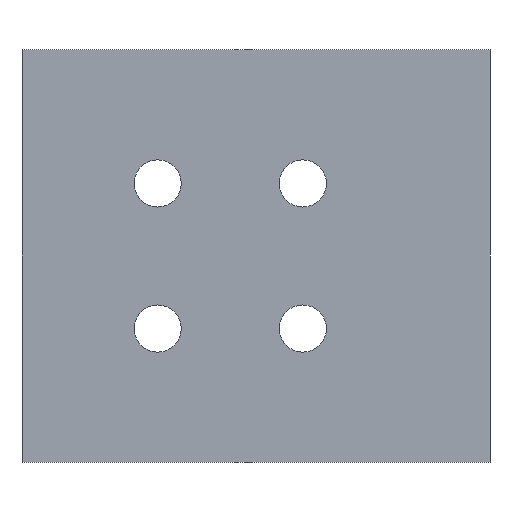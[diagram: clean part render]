
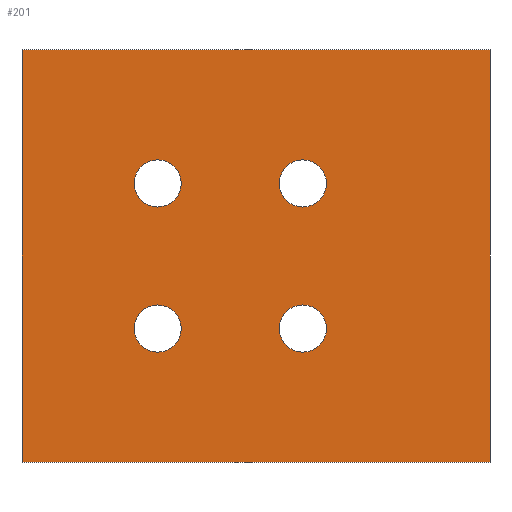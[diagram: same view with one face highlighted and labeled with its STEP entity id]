
A CAD part, front view. The second image highlights one B-rep face of the part: STEP entity #201.
In plain terms, the highlighted planar face has unit normal (0, -1, 0).
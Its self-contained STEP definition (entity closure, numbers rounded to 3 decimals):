
#113 = EDGE_CURVE( '', #205, #179, #286, .T. );
#119 = VERTEX_POINT( '', #292 );
#123 = EDGE_CURVE( '', #179, #205, #297, .T. );
#127 = EDGE_CURVE( '', #147, #119, #301, .T. );
#135 = VERTEX_POINT( '', #310 );
#141 = EDGE_CURVE( '', #145, #221, #316, .T. );
#143 = VERTEX_POINT( '', #318 );
#145 = VERTEX_POINT( '', #320 );
#147 = VERTEX_POINT( '', #322 );
#151 = EDGE_CURVE( '', #169, #157, #326, .T. );
#155 = VERTEX_POINT( '', #331 );
#157 = VERTEX_POINT( '', #333 );
#159 = EDGE_CURVE( '', #135, #143, #335, .T. );
#165 = EDGE_CURVE( '', #157, #145, #341, .T. );
#169 = VERTEX_POINT( '', #346 );
#177 = EDGE_CURVE( '', #119, #147, #355, .T. );
#179 = VERTEX_POINT( '', #357 );
#189 = VERTEX_POINT( '', #367 );
#201 = ADVANCED_FACE( '', ( #381, #382, #383, #384, #385 ), #386, .F. );
#203 = EDGE_CURVE( '', #143, #135, #388, .T. );
#205 = VERTEX_POINT( '', #390 );
#221 = VERTEX_POINT( '', #408 );
#233 = EDGE_CURVE( '', #221, #169, #421, .T. );
#239 = EDGE_CURVE( '', #189, #155, #427, .T. );
#245 = EDGE_CURVE( '', #155, #189, #433, .T. );
#286 = CIRCLE( '', #468, 3.25 );
#292 = CARTESIAN_POINT( '', ( -16.8, 0., 10. ) );
#297 = CIRCLE( '', #483, 3.25 );
#301 = CIRCLE( '', #488, 3.25 );
#310 = CARTESIAN_POINT( '', ( 9.7, 0., -10. ) );
#316 = LINE( '', #508, #509 );
#318 = CARTESIAN_POINT( '', ( 3.2, 0., -10. ) );
#320 = CARTESIAN_POINT( '', ( -32.25, 0., 28.4 ) );
#322 = CARTESIAN_POINT( '', ( -10.3, 0., 10. ) );
#326 = LINE( '', #519, #520 );
#331 = CARTESIAN_POINT( '', ( -10.3, 0., -10. ) );
#333 = CARTESIAN_POINT( '', ( -32.25, 0., -28.4 ) );
#335 = CIRCLE( '', #530, 3.25 );
#341 = LINE( '', #540, #541 );
#346 = CARTESIAN_POINT( '', ( 32.25, 0., -28.4 ) );
#355 = CIRCLE( '', #557, 3.25 );
#357 = CARTESIAN_POINT( '', ( 9.7, 0., 10. ) );
#367 = CARTESIAN_POINT( '', ( -16.8, 0., -10. ) );
#381 = FACE_OUTER_BOUND( '', #588, .T. );
#382 = FACE_BOUND( '', #589, .T. );
#383 = FACE_BOUND( '', #590, .T. );
#384 = FACE_BOUND( '', #591, .T. );
#385 = FACE_BOUND( '', #592, .T. );
#386 = PLANE( '', #593 );
#388 = CIRCLE( '', #596, 3.25 );
#390 = CARTESIAN_POINT( '', ( 3.2, 0., 10. ) );
#408 = CARTESIAN_POINT( '', ( 32.25, 0., 28.4 ) );
#421 = LINE( '', #641, #642 );
#427 = CIRCLE( '', #653, 3.25 );
#433 = CIRCLE( '', #664, 3.25 );
#468 = AXIS2_PLACEMENT_3D( '', #706, #707, #708 );
#483 = AXIS2_PLACEMENT_3D( '', #721, #722, #723 );
#488 = AXIS2_PLACEMENT_3D( '', #724, #725, #726 );
#508 = CARTESIAN_POINT( '', ( -32.25, 0., 28.4 ) );
#509 = VECTOR( '', #737, 1. );
#519 = CARTESIAN_POINT( '', ( 32.25, 0., -28.4 ) );
#520 = VECTOR( '', #739, 1. );
#530 = AXIS2_PLACEMENT_3D( '', #748, #749, #750 );
#540 = CARTESIAN_POINT( '', ( -32.25, 0., -28.4 ) );
#541 = VECTOR( '', #755, 1. );
#557 = AXIS2_PLACEMENT_3D( '', #775, #776, #777 );
#588 = EDGE_LOOP( '', ( #800, #801, #802, #803 ) );
#589 = EDGE_LOOP( '', ( #804, #805 ) );
#590 = EDGE_LOOP( '', ( #806, #807 ) );
#591 = EDGE_LOOP( '', ( #808, #809 ) );
#592 = EDGE_LOOP( '', ( #810, #811 ) );
#593 = AXIS2_PLACEMENT_3D( '', #812, #813, #814 );
#596 = AXIS2_PLACEMENT_3D( '', #815, #816, #817 );
#641 = CARTESIAN_POINT( '', ( 32.25, 0., 28.4 ) );
#642 = VECTOR( '', #855, 1. );
#653 = AXIS2_PLACEMENT_3D( '', #858, #859, #860 );
#664 = AXIS2_PLACEMENT_3D( '', #863, #864, #865 );
#706 = CARTESIAN_POINT( '', ( 6.45, 0., 10. ) );
#707 = DIRECTION( '', ( 0., 1., 0. ) );
#708 = DIRECTION( '', ( 1., 0., 0. ) );
#721 = CARTESIAN_POINT( '', ( 6.45, 0., 10. ) );
#722 = DIRECTION( '', ( 0., 1., 0. ) );
#723 = DIRECTION( '', ( 1., 0., 0. ) );
#724 = CARTESIAN_POINT( '', ( -13.55, 0., 10. ) );
#725 = DIRECTION( '', ( 0., 1., 0. ) );
#726 = DIRECTION( '', ( 1., 0., 0. ) );
#737 = DIRECTION( '', ( 1., 0., 0. ) );
#739 = DIRECTION( '', ( -1., 0., 0. ) );
#748 = CARTESIAN_POINT( '', ( 6.45, 0., -10. ) );
#749 = DIRECTION( '', ( 0., 1., 0. ) );
#750 = DIRECTION( '', ( 1., 0., 0. ) );
#755 = DIRECTION( '', ( 0., 0., 1. ) );
#775 = CARTESIAN_POINT( '', ( -13.55, 0., 10. ) );
#776 = DIRECTION( '', ( 0., 1., 0. ) );
#777 = DIRECTION( '', ( 1., 0., 0. ) );
#800 = ORIENTED_EDGE( '', *, *, #141, .F. );
#801 = ORIENTED_EDGE( '', *, *, #165, .F. );
#802 = ORIENTED_EDGE( '', *, *, #151, .F. );
#803 = ORIENTED_EDGE( '', *, *, #233, .F. );
#804 = ORIENTED_EDGE( '', *, *, #159, .T. );
#805 = ORIENTED_EDGE( '', *, *, #203, .T. );
#806 = ORIENTED_EDGE( '', *, *, #123, .T. );
#807 = ORIENTED_EDGE( '', *, *, #113, .T. );
#808 = ORIENTED_EDGE( '', *, *, #245, .T. );
#809 = ORIENTED_EDGE( '', *, *, #239, .T. );
#810 = ORIENTED_EDGE( '', *, *, #127, .T. );
#811 = ORIENTED_EDGE( '', *, *, #177, .T. );
#812 = CARTESIAN_POINT( '', ( 0., 0., 0. ) );
#813 = DIRECTION( '', ( 0., 1., 0. ) );
#814 = DIRECTION( '', ( 0., 0., 1. ) );
#815 = CARTESIAN_POINT( '', ( 6.45, 0., -10. ) );
#816 = DIRECTION( '', ( 0., 1., 0. ) );
#817 = DIRECTION( '', ( 1., 0., 0. ) );
#855 = DIRECTION( '', ( 0., 0., -1. ) );
#858 = CARTESIAN_POINT( '', ( -13.55, 0., -10. ) );
#859 = DIRECTION( '', ( 0., 1., 0. ) );
#860 = DIRECTION( '', ( 1., 0., 0. ) );
#863 = CARTESIAN_POINT( '', ( -13.55, 0., -10. ) );
#864 = DIRECTION( '', ( 0., 1., 0. ) );
#865 = DIRECTION( '', ( 1., 0., 0. ) );
